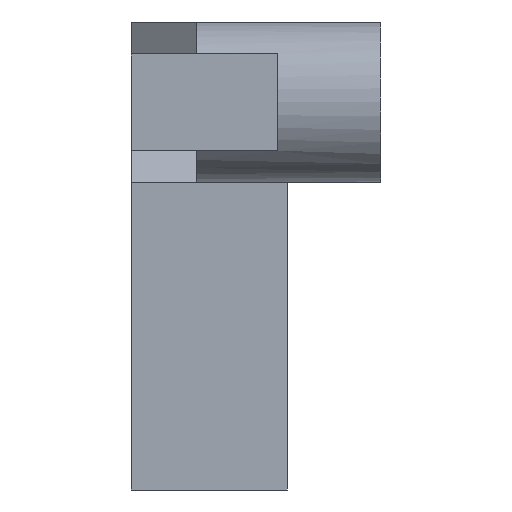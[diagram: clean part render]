
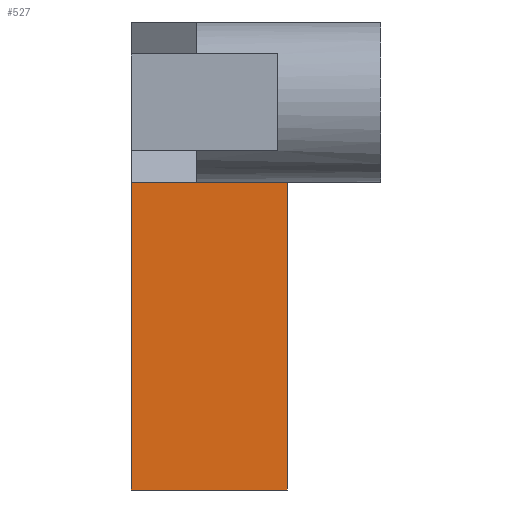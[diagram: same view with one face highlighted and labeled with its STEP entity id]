
A CAD part, left-side view. The second image highlights one B-rep face of the part: STEP entity #527.
In plain terms, the highlighted planar face has unit normal (-1, 0, 0).
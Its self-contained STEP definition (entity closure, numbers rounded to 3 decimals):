
#250=FACE_OUTER_BOUND('',#2495,.T.);
#527=ADVANCED_FACE('',(#250),#794,.T.);
#794=PLANE('',#5992);
#857=LINE('',#7635,#1535);
#1430=LINE('',#9123,#2108);
#1431=LINE('',#9125,#2109);
#1432=LINE('',#9127,#2110);
#1535=VECTOR('',#6061,1.);
#2108=VECTOR('',#6976,1.);
#2109=VECTOR('',#6979,1.);
#2110=VECTOR('',#6980,1.);
#2495=EDGE_LOOP('',(#3675,#3676,#3677,#3678));
#3675=ORIENTED_EDGE('',*,*,#5449,.T.);
#3676=ORIENTED_EDGE('',*,*,#4844,.F.);
#3677=ORIENTED_EDGE('',*,*,#5450,.T.);
#3678=ORIENTED_EDGE('',*,*,#5451,.F.);
#4304=VERTEX_POINT('',#7634);
#4305=VERTEX_POINT('',#7636);
#4688=VERTEX_POINT('',#9053);
#4709=VERTEX_POINT('',#9126);
#4844=EDGE_CURVE('',#4304,#4305,#857,.T.);
#5449=EDGE_CURVE('',#4688,#4305,#1430,.T.);
#5450=EDGE_CURVE('',#4304,#4709,#1431,.T.);
#5451=EDGE_CURVE('',#4688,#4709,#1432,.T.);
#5992=AXIS2_PLACEMENT_3D('',#9128,#6981,#6982);
#6061=DIRECTION('',(0.,0.,1.));
#6976=DIRECTION('',(0.,1.,0.));
#6979=DIRECTION('',(0.,-1.,0.));
#6980=DIRECTION('',(0.,0.,-1.));
#6981=DIRECTION('',(-1.,0.,0.));
#6982=DIRECTION('',(0.,-1.,0.));
#7634=CARTESIAN_POINT('',(0.,5.,0.));
#7635=CARTESIAN_POINT('',(0.,5.,0.));
#7636=CARTESIAN_POINT('',(0.,5.,9.85));
#9053=CARTESIAN_POINT('',(0.,0.,9.85));
#9123=CARTESIAN_POINT('',(0.,0.,9.85));
#9125=CARTESIAN_POINT('',(0.,5.,0.));
#9126=CARTESIAN_POINT('',(0.,0.,0.));
#9127=CARTESIAN_POINT('',(0.,0.,9.85));
#9128=CARTESIAN_POINT('',(0.,5.,0.));
